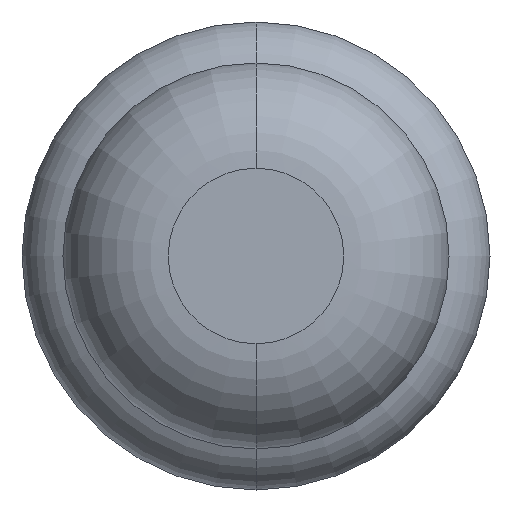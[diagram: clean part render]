
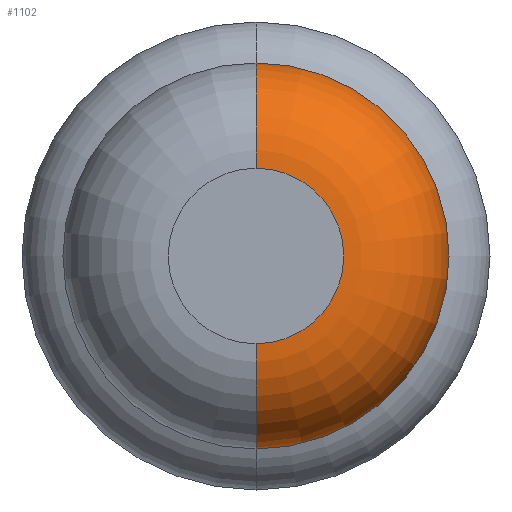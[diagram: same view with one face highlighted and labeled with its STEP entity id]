
A CAD part, front view. The second image highlights one B-rep face of the part: STEP entity #1102.
In plain terms, the highlighted toroidal (fillet/blend) face has major radius 0.375 mm and minor radius 0.45 mm.
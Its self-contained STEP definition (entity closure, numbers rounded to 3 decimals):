
#284 = AXIS2_PLACEMENT_3D ( 'NONE', #2560, #3493, #3853 ) ;
#429 = CARTESIAN_POINT ( 'NONE',  ( 0., -29.95, -0.375 ) ) ;
#488 = TOROIDAL_SURFACE ( 'NONE', #693, 0.375, 0.45 ) ;
#521 = CIRCLE ( 'NONE', #284, 0.375 ) ;
#554 = CARTESIAN_POINT ( 'NONE',  ( 0., -30.4, 0.375 ) ) ;
#620 = AXIS2_PLACEMENT_3D ( 'NONE', #3174, #2240, #3864 ) ;
#693 = AXIS2_PLACEMENT_3D ( 'NONE', #795, #817, #1477 ) ;
#751 = AXIS2_PLACEMENT_3D ( 'NONE', #429, #3751, #4054 ) ;
#795 = CARTESIAN_POINT ( 'NONE',  ( 0., -29.95, 0. ) ) ;
#817 = DIRECTION ( 'NONE',  ( 0., 1., 0. ) ) ;
#1082 = CARTESIAN_POINT ( 'NONE',  ( 0., -29.95, 0.825 ) ) ;
#1102 = ADVANCED_FACE ( 'Defeature ausgef�hrt1_45', ( #3080 ), #488, .T. ) ;
#1170 = AXIS2_PLACEMENT_3D ( 'NONE', #1883, #2268, #2606 ) ;
#1276 = CARTESIAN_POINT ( 'NONE',  ( 0., -29.95, -0.825 ) ) ;
#1366 = CIRCLE ( 'NONE', #620, 0.825 ) ;
#1477 = DIRECTION ( 'NONE',  ( 0., 0., 1. ) ) ;
#1530 = EDGE_CURVE ( 'NONE', #3240, #2233, #2880, .T. ) ;
#1549 = ORIENTED_EDGE ( 'NONE', *, *, #1530, .T. ) ;
#1569 = CIRCLE ( 'NONE', #1170, 0.45 ) ;
#1883 = CARTESIAN_POINT ( 'NONE',  ( 0., -29.95, 0.375 ) ) ;
#2233 = VERTEX_POINT ( 'NONE', #1276 ) ;
#2240 = DIRECTION ( 'NONE',  ( 0., 1., 0. ) ) ;
#2268 = DIRECTION ( 'NONE',  ( -1., 0., 0. ) ) ;
#2475 = CARTESIAN_POINT ( 'NONE',  ( 0., -30.4, -0.375 ) ) ;
#2560 = CARTESIAN_POINT ( 'NONE',  ( 0., -30.4, 0. ) ) ;
#2606 = DIRECTION ( 'NONE',  ( 0., 0., 1. ) ) ;
#2634 = VERTEX_POINT ( 'NONE', #1082 ) ;
#2712 = ORIENTED_EDGE ( 'NONE', *, *, #2859, .F. ) ;
#2837 = VERTEX_POINT ( 'NONE', #554 ) ;
#2859 = EDGE_CURVE ( 'Defeature ausgef�hrt1_46+Defeature ausgef�hrt1_45+Defeature ausgef�hrt1_45+Defeature ausgef�hrt1_45', #2634, #2233, #1366, .T. ) ;
#2880 = CIRCLE ( 'NONE', #751, 0.45 ) ;
#3080 = FACE_OUTER_BOUND ( 'NONE', #3809, .T. ) ;
#3174 = CARTESIAN_POINT ( 'NONE',  ( 0., -29.95, 0. ) ) ;
#3240 = VERTEX_POINT ( 'NONE', #2475 ) ;
#3372 = EDGE_CURVE ( 'Defeature ausgef�hrt1_45+Defeature ausgef�hrt1_44+Defeature ausgef�hrt1_44+Defeature ausgef�hrt1_44', #2837, #3240, #521, .T. ) ;
#3493 = DIRECTION ( 'NONE',  ( 0., 1., 0. ) ) ;
#3702 = EDGE_CURVE ( 'NONE', #2837, #2634, #1569, .T. ) ;
#3734 = ORIENTED_EDGE ( 'NONE', *, *, #3372, .T. ) ;
#3751 = DIRECTION ( 'NONE',  ( 1., 0., 0. ) ) ;
#3809 = EDGE_LOOP ( 'NONE', ( #3734, #1549, #2712, #4027 ) ) ;
#3853 = DIRECTION ( 'NONE',  ( 0., 0., 1. ) ) ;
#3864 = DIRECTION ( 'NONE',  ( 0., 0., 1. ) ) ;
#4027 = ORIENTED_EDGE ( 'NONE', *, *, #3702, .F. ) ;
#4054 = DIRECTION ( 'NONE',  ( 0., 0., -1. ) ) ;
